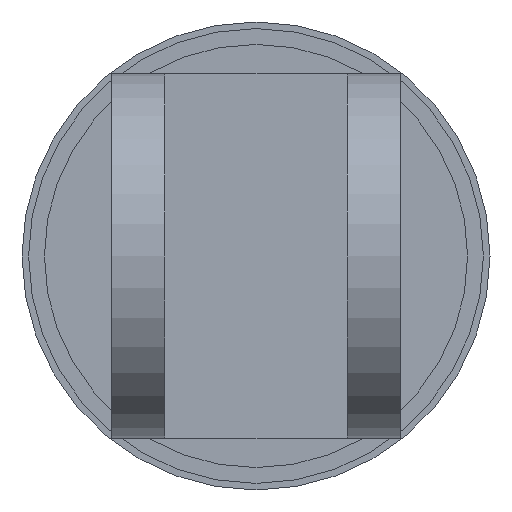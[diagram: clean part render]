
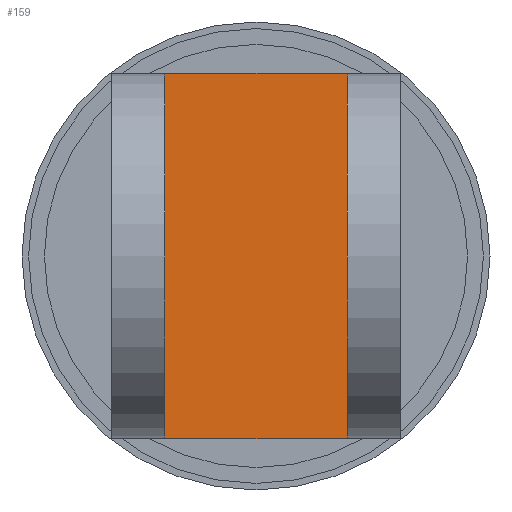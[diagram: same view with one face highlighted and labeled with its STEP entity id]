
A CAD part, left-side view. The second image highlights one B-rep face of the part: STEP entity #159.
In plain terms, the highlighted planar face has unit normal (-1, 0, 0).
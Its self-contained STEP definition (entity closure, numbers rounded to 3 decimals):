
#159=ADVANCED_FACE('',(#654),#653,.T.);
#653=PLANE('',#1844);
#654=FACE_OUTER_BOUND('',#1845,.T.);
#1841=CARTESIAN_POINT('',(33.46,-6.6,192.925));
#1842=DIRECTION('',(-1.,0.,0.));
#1843=DIRECTION('',(0.,1.,0.));
#1844=AXIS2_PLACEMENT_3D('',#1841,#1842,#1843);
#1845=EDGE_LOOP('',(#2151,#2152,#2153,#2154));
#2151=ORIENTED_EDGE('',*,*,#2363,.T.);
#2152=ORIENTED_EDGE('',*,*,#2364,.F.);
#2153=ORIENTED_EDGE('',*,*,#2365,.F.);
#2154=ORIENTED_EDGE('',*,*,#2366,.T.);
#2363=EDGE_CURVE('',#3208,#3209,#3210,.T.);
#2364=EDGE_CURVE('',#3216,#3209,#3217,.T.);
#2365=EDGE_CURVE('',#3223,#3216,#3224,.T.);
#2366=EDGE_CURVE('',#3223,#3208,#3230,.T.);
#3208=VERTEX_POINT('',#3957);
#3209=VERTEX_POINT('',#3958);
#3210=LINE('',#3959,#3960);
#3216=VERTEX_POINT('',#3962);
#3217=LINE('',#3963,#3964);
#3223=VERTEX_POINT('',#3966);
#3224=LINE('',#3967,#3968);
#3230=LINE('',#3970,#3971);
#3957=CARTESIAN_POINT('',(33.46,5.5,168.725));
#3958=CARTESIAN_POINT('',(33.46,-5.5,168.725));
#3959=CARTESIAN_POINT('',(33.46,5.5,168.725));
#3960=VECTOR('',#3961,11.);
#3961=DIRECTION('',(0.,-1.,0.));
#3962=CARTESIAN_POINT('',(33.46,-5.5,190.725));
#3963=CARTESIAN_POINT('',(33.46,-5.5,190.725));
#3964=VECTOR('',#3965,22.);
#3965=DIRECTION('',(0.,0.,-1.));
#3966=CARTESIAN_POINT('',(33.46,5.5,190.725));
#3967=CARTESIAN_POINT('',(33.46,5.5,190.725));
#3968=VECTOR('',#3969,11.);
#3969=DIRECTION('',(0.,-1.,0.));
#3970=CARTESIAN_POINT('',(33.46,5.5,190.725));
#3971=VECTOR('',#3972,22.);
#3972=DIRECTION('',(0.,0.,-1.));
